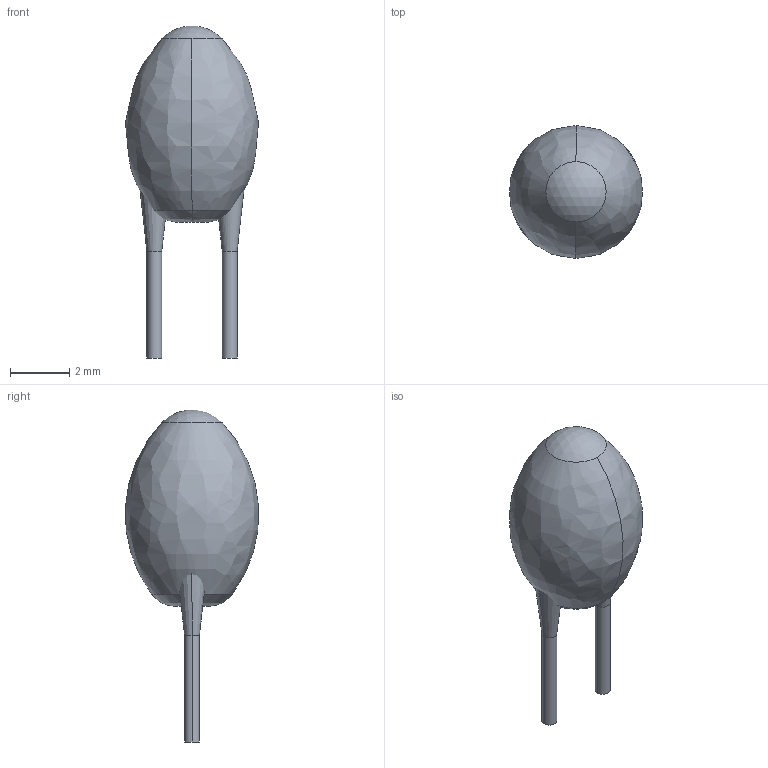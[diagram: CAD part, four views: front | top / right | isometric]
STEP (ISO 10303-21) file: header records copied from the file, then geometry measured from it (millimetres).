
FILE_DESCRIPTION((''),'2;1');
FILE_NAME('CAPPRB254-450X760.stp','2009-12-16T15:30:14',(''),(''),'Mechanical Desktop 2006','Mechanical Desktop 2006',', , ');
FILE_SCHEMA(('AUTOMOTIVE_DESIGN { 1 2 10303 214 0 1 1 1 }'));
Length unit declared in the file: millimetre
Products named in the file (1): Product
Bounding box: 4.48 x 4.48 x 11.19 mm (x, y, z)
Volume: 74.1 mm3; surface area: 109.7 mm2
Topology: 5 solids, 5 shells, 22 faces, 37 edges, 25 vertices
Faces by surface type: bspline 12, plane 5, cylinder 2, cone 2, sphere 1
Entity records: 726 total; most frequent: CARTESIAN_POINT 269, DIRECTION 88, ORIENTED_EDGE 74, AXIS2_PLACEMENT_3D 40, EDGE_CURVE 37, CIRCLE 29, VERTEX_POINT 25, EDGE_LOOP 22
